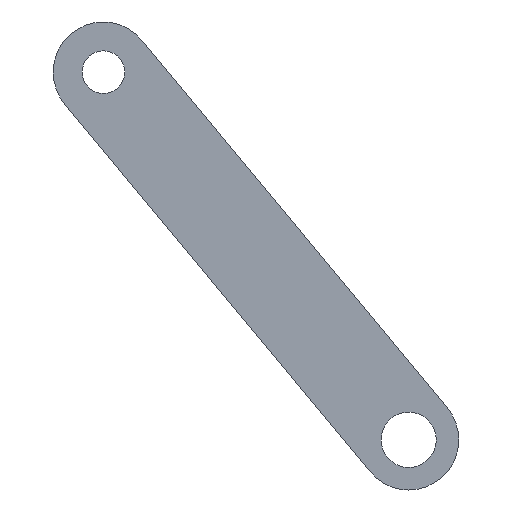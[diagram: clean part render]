
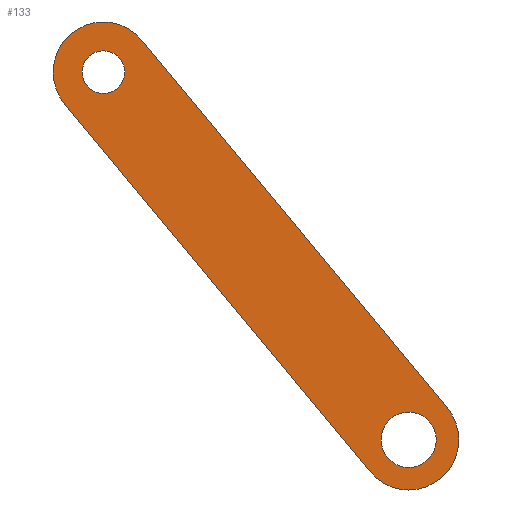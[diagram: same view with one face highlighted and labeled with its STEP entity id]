
A CAD part, left-side view. The second image highlights one B-rep face of the part: STEP entity #133.
In plain terms, the highlighted planar face has unit normal (-1, 0, 0).
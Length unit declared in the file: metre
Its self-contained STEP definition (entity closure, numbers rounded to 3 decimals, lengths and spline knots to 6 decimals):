
#18=LINE('',#229,#26);
#19=LINE('',#233,#27);
#26=VECTOR('',#187,1.);
#27=VECTOR('',#190,1.);
#38=ORIENTED_EDGE('',*,*,#70,.F.);
#39=ORIENTED_EDGE('',*,*,#71,.F.);
#40=ORIENTED_EDGE('',*,*,#72,.F.);
#41=ORIENTED_EDGE('',*,*,#73,.F.);
#42=ORIENTED_EDGE('',*,*,#74,.T.);
#43=ORIENTED_EDGE('',*,*,#75,.T.);
#70=EDGE_CURVE('',#86,#87,#96,.T.);
#71=EDGE_CURVE('',#88,#86,#18,.T.);
#72=EDGE_CURVE('',#89,#88,#97,.T.);
#73=EDGE_CURVE('',#87,#89,#19,.T.);
#74=EDGE_CURVE('',#90,#90,#98,.T.);
#75=EDGE_CURVE('',#91,#91,#99,.T.);
#86=VERTEX_POINT('',#227);
#87=VERTEX_POINT('',#228);
#88=VERTEX_POINT('',#230);
#89=VERTEX_POINT('',#232);
#90=VERTEX_POINT('',#235);
#91=VERTEX_POINT('',#237);
#96=CIRCLE('',#159,0.004);
#97=CIRCLE('',#160,0.004);
#98=CIRCLE('',#161,0.0022);
#99=CIRCLE('',#162,0.0017);
#103=EDGE_LOOP('',(#38,#39,#40,#41));
#104=EDGE_LOOP('',(#42));
#105=EDGE_LOOP('',(#43));
#117=FACE_BOUND('',#103,.T.);
#118=FACE_BOUND('',#104,.T.);
#119=FACE_BOUND('',#105,.T.);
#129=PLANE('',#158);
#133=ADVANCED_FACE('',(#117,#118,#119),#129,.F.);
#158=AXIS2_PLACEMENT_3D('',#225,#183,#184);
#159=AXIS2_PLACEMENT_3D('',#226,#185,#186);
#160=AXIS2_PLACEMENT_3D('',#231,#188,#189);
#161=AXIS2_PLACEMENT_3D('',#234,#191,#192);
#162=AXIS2_PLACEMENT_3D('',#236,#193,#194);
#183=DIRECTION('',(1.,0.,0.));
#184=DIRECTION('',(0.,0.,-1.));
#185=DIRECTION('',(1.,0.,0.));
#186=DIRECTION('',(0.,0.,-1.));
#187=DIRECTION('',(0.,0.639,0.769));
#188=DIRECTION('',(1.,0.,0.));
#189=DIRECTION('',(0.,0.,-1.));
#190=DIRECTION('',(0.,-0.639,-0.769));
#191=DIRECTION('',(1.,0.,0.));
#192=DIRECTION('',(0.,0.,1.));
#193=DIRECTION('',(1.,0.,0.));
#194=DIRECTION('',(0.,0.,1.));
#225=CARTESIAN_POINT('',(0.012418,0.027082,0.497046));
#226=CARTESIAN_POINT('',(0.012418,0.027082,0.497046));
#227=CARTESIAN_POINT('',(0.012418,0.030159,0.494491));
#228=CARTESIAN_POINT('',(0.012418,0.024004,0.499601));
#229=CARTESIAN_POINT('',(0.012418,0.005822,0.465177));
#230=CARTESIAN_POINT('',(0.012418,0.005822,0.465177));
#231=CARTESIAN_POINT('',(0.012418,0.002744,0.467732));
#232=CARTESIAN_POINT('',(0.012418,-0.000333,0.470287));
#233=CARTESIAN_POINT('',(0.012418,0.024004,0.499601));
#234=CARTESIAN_POINT('',(0.012418,0.002744,0.467732));
#235=CARTESIAN_POINT('',(0.012418,0.002744,0.469932));
#236=CARTESIAN_POINT('',(0.012418,0.027082,0.497046));
#237=CARTESIAN_POINT('',(0.012418,0.027082,0.498746));
